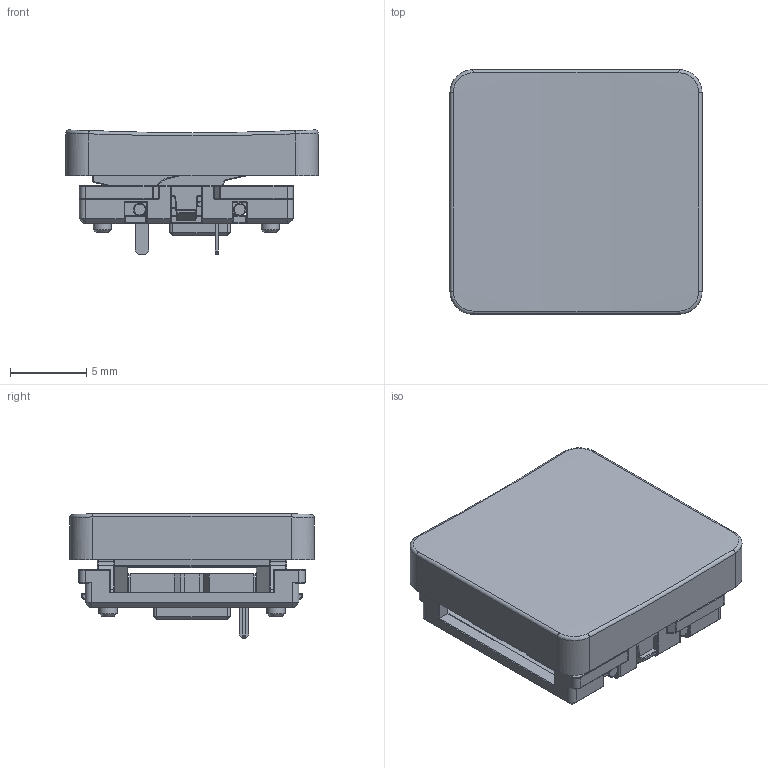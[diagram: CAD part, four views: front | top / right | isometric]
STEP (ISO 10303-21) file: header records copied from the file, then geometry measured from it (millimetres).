
FILE_DESCRIPTION(/* description */ (''),/* implementation_level */ '2;1');
FILE_NAME(/* name */ 'Choc X Switch + Custom Keycap.step',/* time_stamp */ '2021-07-08T00:04:01-05:00',/* author */ (''),/* organization */ (''),/* preprocessor_version */ 'ST-DEVELOPER v18.1',/* originating_system */ 'Autodesk Translation Framework v10.9.0.1377',/* authorisation */ '');
FILE_SCHEMA (('AUTOMOTIVE_DESIGN { 1 0 10303 214 3 1 1 }'));
Length unit declared in the file: millimetre
Products named in the file (8): 1u Choc; Apple Keycap; Kailh Switch; Lever 1; Rotation Cylinder; Lever 2; Case; Case Innard
Assembly tree (7 placements, depth 4):
  1u Choc
    Apple Keycap
    Kailh Switch
      Lever 1
        Rotation Cylinder
      Lever 2
      Case
      Case Innard
Bounding box: 16.5 x 16 x 8.13 mm (x, y, z)
Volume: 770.7 mm3; surface area: 1990.2 mm2
Topology: 6 solids, 6 shells, 804 faces, 1942 edges, 1142 vertices
Faces by surface type: cylinder 333, plane 295, torus 98, sphere 40, bspline 28, cone 10
Full cylindrical faces by diameter (mm): 0.82 x7, 1.2 x2
Entity records: 23708 total; most frequent: CARTESIAN_POINT 4479, DIRECTION 4210, ORIENTED_EDGE 3872, EDGE_CURVE 1936, AXIS2_PLACEMENT_3D 1525, LINE 1160, VECTOR 1160, VERTEX_POINT 1142
